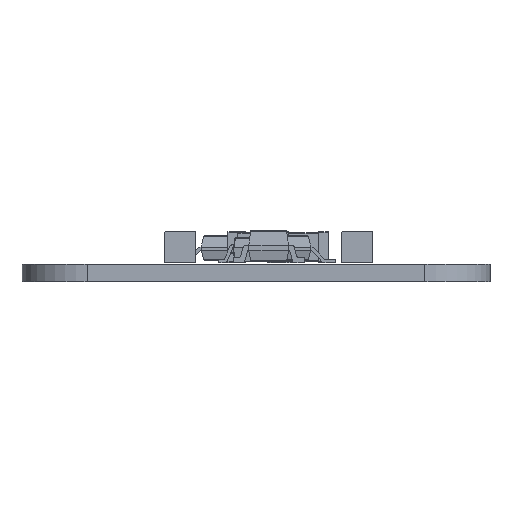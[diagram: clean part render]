
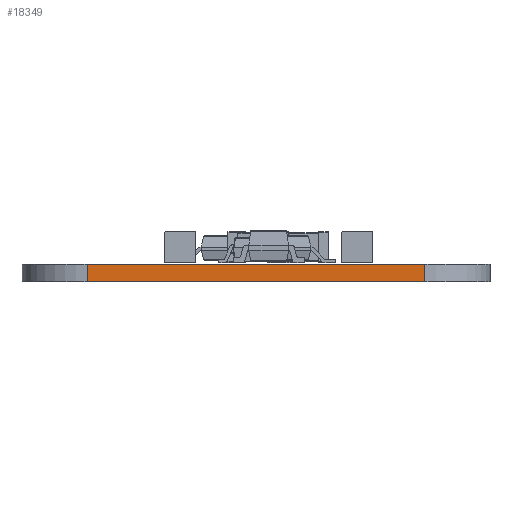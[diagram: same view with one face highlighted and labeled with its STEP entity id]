
A CAD part, front view. The second image highlights one B-rep face of the part: STEP entity #18349.
In plain terms, the highlighted planar face has unit normal (0, -1, 0).
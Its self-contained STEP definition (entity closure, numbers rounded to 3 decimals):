
#17497 = VERTEX_POINT('',#17498);
#17498 = CARTESIAN_POINT('',(0.836,-40.714,0.));
#17505 = EDGE_CURVE('',#17506,#17497,#17508,.T.);
#17506 = VERTEX_POINT('',#17507);
#17507 = CARTESIAN_POINT('',(14.404,-40.714,0.));
#17508 = LINE('',#17509,#17510);
#17509 = CARTESIAN_POINT('',(14.404,-40.714,0.));
#17510 = VECTOR('',#17511,1.);
#17511 = DIRECTION('',(-1.,0.,0.));
#17918 = VERTEX_POINT('',#17919);
#17919 = CARTESIAN_POINT('',(0.836,-40.714,0.7));
#17926 = EDGE_CURVE('',#17927,#17918,#17929,.T.);
#17927 = VERTEX_POINT('',#17928);
#17928 = CARTESIAN_POINT('',(14.404,-40.714,0.7));
#17929 = LINE('',#17930,#17931);
#17930 = CARTESIAN_POINT('',(14.404,-40.714,0.7));
#17931 = VECTOR('',#17932,1.);
#17932 = DIRECTION('',(-1.,0.,0.));
#18321 = EDGE_CURVE('',#17506,#17927,#18322,.T.);
#18322 = LINE('',#18323,#18324);
#18323 = CARTESIAN_POINT('',(14.404,-40.714,0.));
#18324 = VECTOR('',#18325,1.);
#18325 = DIRECTION('',(0.,0.,1.));
#18349 = ADVANCED_FACE('',(#18350),#18361,.T.);
#18350 = FACE_BOUND('',#18351,.T.);
#18351 = EDGE_LOOP('',(#18352,#18353,#18354,#18360));
#18352 = ORIENTED_EDGE('',*,*,#18321,.T.);
#18353 = ORIENTED_EDGE('',*,*,#17926,.T.);
#18354 = ORIENTED_EDGE('',*,*,#18355,.F.);
#18355 = EDGE_CURVE('',#17497,#17918,#18356,.T.);
#18356 = LINE('',#18357,#18358);
#18357 = CARTESIAN_POINT('',(0.836,-40.714,0.));
#18358 = VECTOR('',#18359,1.);
#18359 = DIRECTION('',(0.,0.,1.));
#18360 = ORIENTED_EDGE('',*,*,#17505,.F.);
#18361 = PLANE('',#18362);
#18362 = AXIS2_PLACEMENT_3D('',#18363,#18364,#18365);
#18363 = CARTESIAN_POINT('',(14.404,-40.714,0.));
#18364 = DIRECTION('',(0.,-1.,0.));
#18365 = DIRECTION('',(-1.,0.,0.));
